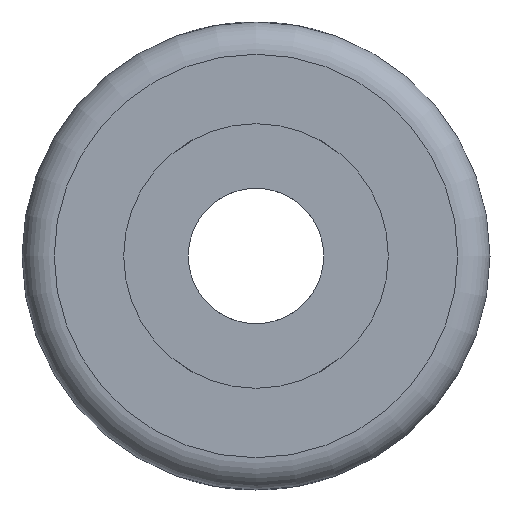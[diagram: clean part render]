
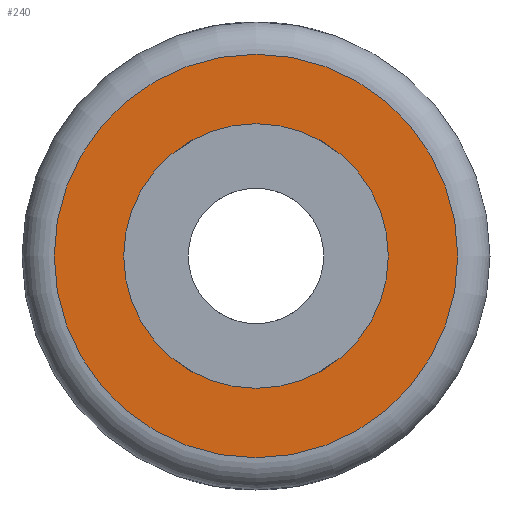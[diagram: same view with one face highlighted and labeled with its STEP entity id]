
A CAD part, front view. The second image highlights one B-rep face of the part: STEP entity #240.
In plain terms, the highlighted planar face has unit normal (0, -1, 0).
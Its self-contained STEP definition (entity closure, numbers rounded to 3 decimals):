
#16=PLANE('',#284);
#23=FACE_BOUND('',#86,.T.);
#68=FACE_OUTER_BOUND('',#85,.T.);
#85=EDGE_LOOP('',(#194));
#86=EDGE_LOOP('',(#195));
#106=CIRCLE('',#282,6.25);
#108=CIRCLE('',#285,4.1);
#125=VERTEX_POINT('',#523);
#126=VERTEX_POINT('',#527);
#151=EDGE_CURVE('',#125,#125,#106,.T.);
#153=EDGE_CURVE('',#126,#126,#108,.T.);
#194=ORIENTED_EDGE('',*,*,#151,.F.);
#195=ORIENTED_EDGE('',*,*,#153,.T.);
#240=ADVANCED_FACE('',(#68,#23),#16,.F.);
#282=AXIS2_PLACEMENT_3D('',#524,#320,#321);
#284=AXIS2_PLACEMENT_3D('',#526,#324,#325);
#285=AXIS2_PLACEMENT_3D('',#528,#326,#327);
#320=DIRECTION('center_axis',(0.,1.,0.));
#321=DIRECTION('ref_axis',(1.,0.,0.));
#324=DIRECTION('center_axis',(0.,1.,0.));
#325=DIRECTION('ref_axis',(0.,0.,1.));
#326=DIRECTION('center_axis',(0.,1.,0.));
#327=DIRECTION('ref_axis',(1.,0.,0.));
#523=CARTESIAN_POINT('',(0.,-12.5,6.25));
#524=CARTESIAN_POINT('Origin',(0.,-12.5,0.));
#526=CARTESIAN_POINT('Origin',(0.,-12.5,0.));
#527=CARTESIAN_POINT('',(-4.1,-12.5,0.));
#528=CARTESIAN_POINT('Origin',(0.,-12.5,0.));
